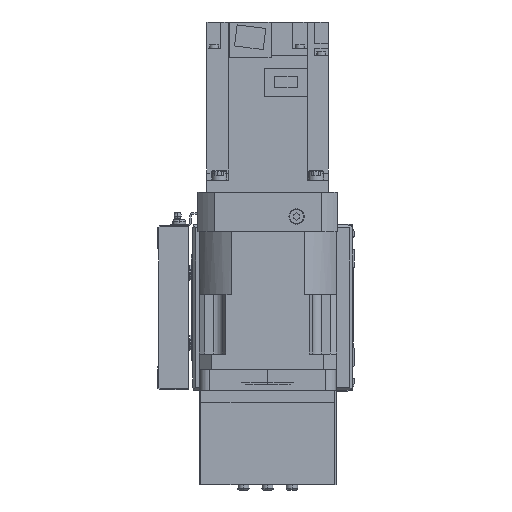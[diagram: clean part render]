
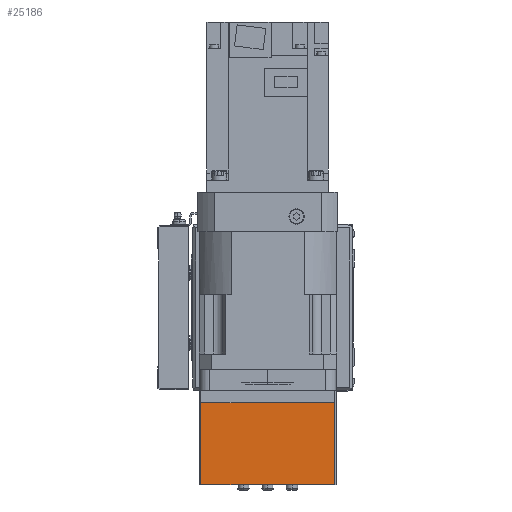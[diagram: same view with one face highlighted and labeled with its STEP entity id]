
A CAD part, left-side view. The second image highlights one B-rep face of the part: STEP entity #25186.
In plain terms, the highlighted planar face has unit normal (-1, 0, 0).
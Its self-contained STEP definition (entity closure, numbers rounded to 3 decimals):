
#460 = VECTOR ( 'NONE', #25365, 1000. ) ;
#841 = EDGE_CURVE ( 'NONE', #30493, #8753, #36150, .T. ) ;
#4603 = AXIS2_PLACEMENT_3D ( 'NONE', #26508, #42239, #41757 ) ;
#6916 = ORIENTED_EDGE ( 'NONE', *, *, #49698, .T. ) ;
#8753 = VERTEX_POINT ( 'NONE', #22593 ) ;
#8930 = DIRECTION ( 'NONE',  ( 0., 0., 1. ) ) ;
#9885 = CARTESIAN_POINT ( 'NONE',  ( -99.5, 100.1, -116.5 ) ) ;
#11969 = CARTESIAN_POINT ( 'NONE',  ( -99.5, 100.1, -62.5 ) ) ;
#12974 = LINE ( 'NONE', #21349, #37849 ) ;
#13807 = CARTESIAN_POINT ( 'NONE',  ( -99.5, 100.1, -116.5 ) ) ;
#16605 = DIRECTION ( 'NONE',  ( 0., -1., 0. ) ) ;
#18149 = VERTEX_POINT ( 'NONE', #30421 ) ;
#18257 = LINE ( 'NONE', #9885, #460 ) ;
#21349 = CARTESIAN_POINT ( 'NONE',  ( -99.5, 12.1, -116.5 ) ) ;
#22593 = CARTESIAN_POINT ( 'NONE',  ( -99.5, 12.1, -62.5 ) ) ;
#24319 = EDGE_CURVE ( 'NONE', #49254, #30493, #18257, .T. ) ;
#25186 = ADVANCED_FACE ( 'NONE', ( #38448 ), #30578, .T. ) ;
#25365 = DIRECTION ( 'NONE',  ( 0., 0., 1. ) ) ;
#26508 = CARTESIAN_POINT ( 'NONE',  ( -99.5, 100.1, -116.5 ) ) ;
#28254 = ORIENTED_EDGE ( 'NONE', *, *, #43622, .T. ) ;
#29306 = DIRECTION ( 'NONE',  ( 0., -1., 0. ) ) ;
#30421 = CARTESIAN_POINT ( 'NONE',  ( -99.5, 12.1, -116.5 ) ) ;
#30493 = VERTEX_POINT ( 'NONE', #11969 ) ;
#30578 = PLANE ( 'NONE',  #4603 ) ;
#34028 = VECTOR ( 'NONE', #29306, 1000. ) ;
#34134 = ORIENTED_EDGE ( 'NONE', *, *, #841, .F. ) ;
#36150 = LINE ( 'NONE', #44260, #37510 ) ;
#37510 = VECTOR ( 'NONE', #16605, 1000. ) ;
#37849 = VECTOR ( 'NONE', #8930, 1000. ) ;
#38448 = FACE_OUTER_BOUND ( 'NONE', #46525, .T. ) ;
#39472 = CARTESIAN_POINT ( 'NONE',  ( -99.5, 100.1, -116.5 ) ) ;
#39529 = ORIENTED_EDGE ( 'NONE', *, *, #24319, .F. ) ;
#40502 = LINE ( 'NONE', #13807, #34028 ) ;
#41757 = DIRECTION ( 'NONE',  ( 0., 0., 1. ) ) ;
#42239 = DIRECTION ( 'NONE',  ( -1., 0., 0. ) ) ;
#43622 = EDGE_CURVE ( 'NONE', #49254, #18149, #40502, .T. ) ;
#44260 = CARTESIAN_POINT ( 'NONE',  ( -99.5, 100.1, -62.5 ) ) ;
#46525 = EDGE_LOOP ( 'NONE', ( #6916, #34134, #39529, #28254 ) ) ;
#49254 = VERTEX_POINT ( 'NONE', #39472 ) ;
#49698 = EDGE_CURVE ( 'NONE', #18149, #8753, #12974, .T. ) ;
